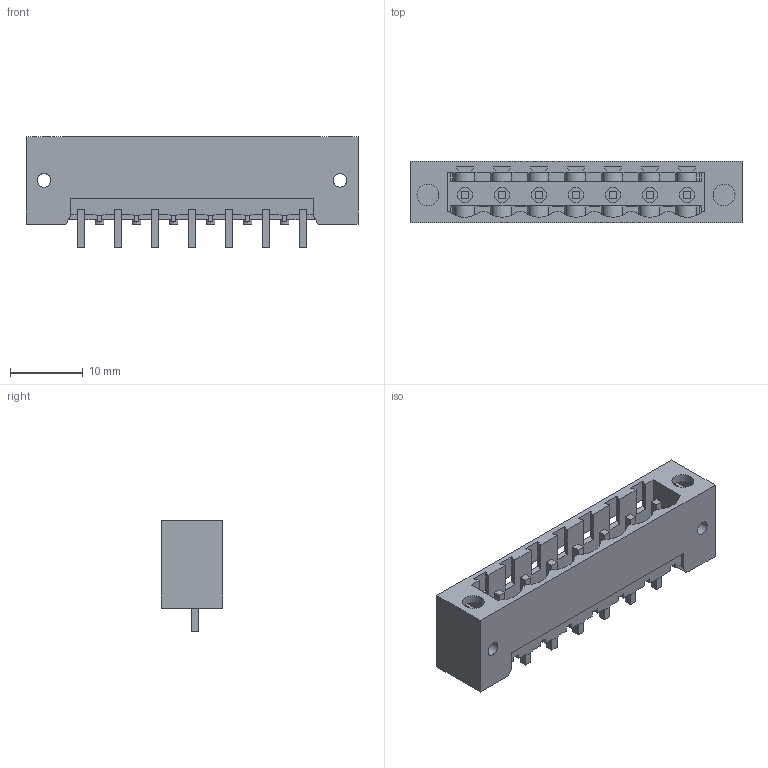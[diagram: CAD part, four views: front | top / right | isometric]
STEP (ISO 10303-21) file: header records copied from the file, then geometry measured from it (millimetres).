
FILE_DESCRIPTION(('CATIA V5 STEP Exchange','CAx-IF Rec.Pracs.--- Model Styling and Organization---1.2---2011-12-15'),'2;1');
FILE_NAME ('D1456984_0_1837880000_1837880000.stp','2018-03-21T11:36:39+00:00',('none'),('Weidmueller'),'CATIA Version 5-6 Release 2014','CATIA V5 STEP AP214','none');
FILE_SCHEMA(('AUTOMOTIVE_DESIGN { 1 0 10303 214 1 1 1 1 }'));
Length unit declared in the file: millimetre
Products named in the file (1): 1837880000
Bounding box: 45.56 x 8.43 x 15.2 mm (x, y, z)
Volume: 1777.4 mm3; surface area: 4206.9 mm2
Topology: 8 solids, 8 shells, 480 faces, 1490 edges, 1019 vertices
Faces by surface type: plane 398, cylinder 75, extrusion 7
Entity records: 17017 total; most frequent: CARTESIAN_POINT 3854, ORIENTED_EDGE 2980, DIRECTION 2303, EDGE_CURVE 1490, VECTOR 1230, LINE 1223, VERTEX_POINT 1019, AXIS2_PLACEMENT_3D 600
